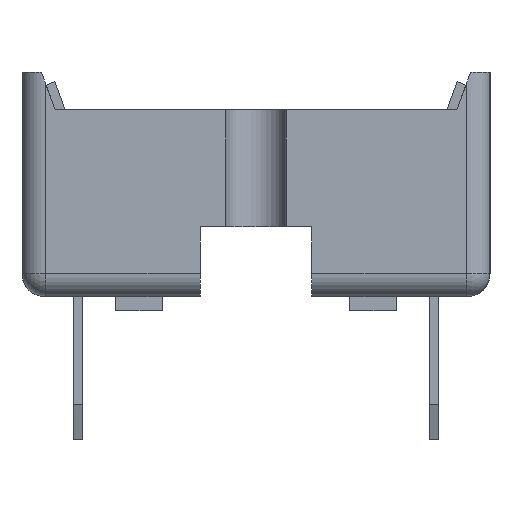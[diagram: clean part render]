
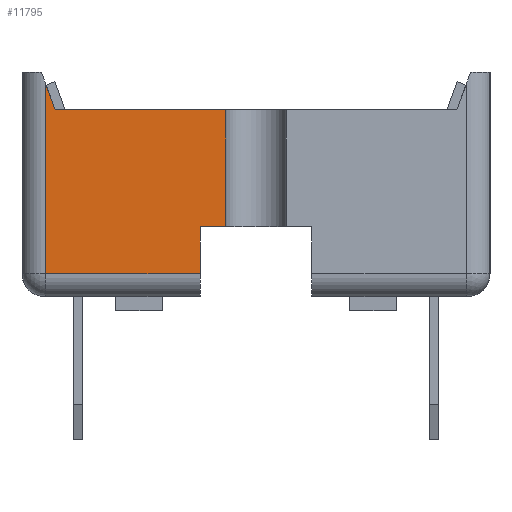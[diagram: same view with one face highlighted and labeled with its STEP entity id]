
A CAD part, left-side view. The second image highlights one B-rep face of the part: STEP entity #11795.
In plain terms, the highlighted planar face has unit normal (-1, 0, 0).
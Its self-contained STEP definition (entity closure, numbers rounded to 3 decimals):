
#11795=ADVANCED_FACE('',(#24279),#24281,.T.);
#24279=FACE_BOUND('',#24280,.T.);
#24280=EDGE_LOOP('',(#32496,#32497,#32498,#32499,#32500,#32501,#32502));
#24281=PLANE('',#24282);
#24282=AXIS2_PLACEMENT_3D('',#24283,#24284,#24285);
#24283=CARTESIAN_POINT('',(-1.37,0.,0.));
#24284=DIRECTION('',(-1.,0.,0.));
#24285=DIRECTION('',(0.,0.,-1.));
#32496=ORIENTED_EDGE('',*,*,#37192,.T.);
#32497=ORIENTED_EDGE('',*,*,#37193,.T.);
#32498=ORIENTED_EDGE('',*,*,#37194,.T.);
#32499=ORIENTED_EDGE('',*,*,#37186,.T.);
#32500=ORIENTED_EDGE('',*,*,#37195,.T.);
#32501=ORIENTED_EDGE('',*,*,#37196,.T.);
#32502=ORIENTED_EDGE('',*,*,#37197,.T.);
#37186=EDGE_CURVE('',#42378,#42379,#42380,.F.);
#37192=EDGE_CURVE('',#42390,#42391,#42392,.T.);
#37193=EDGE_CURVE('',#42391,#42393,#42394,.T.);
#37194=EDGE_CURVE('',#42393,#42378,#42395,.F.);
#37195=EDGE_CURVE('',#42379,#42396,#42397,.T.);
#37196=EDGE_CURVE('',#42396,#42398,#42399,.T.);
#37197=EDGE_CURVE('',#42398,#42390,#42400,.T.);
#42378=VERTEX_POINT('',#54126);
#42379=VERTEX_POINT('',#54127);
#42380=LINE('',#54128,#54129);
#42390=VERTEX_POINT('',#54151);
#42391=VERTEX_POINT('',#54152);
#42392=LINE('',#54153,#54154);
#42393=VERTEX_POINT('',#54156);
#42394=LINE('',#54157,#54158);
#42395=LINE('',#54160,#54161);
#42396=VERTEX_POINT('',#54163);
#42397=LINE('',#54164,#54165);
#42398=VERTEX_POINT('',#54167);
#42399=LINE('',#54168,#54169);
#42400=LINE('',#54171,#54172);
#54126=CARTESIAN_POINT('',(-1.37,5.,1.8));
#54127=CARTESIAN_POINT('',(-1.37,4.46,1.8));
#54128=CARTESIAN_POINT('',(-1.37,4.46,1.8));
#54129=VECTOR('',#54130,1.);
#54130=DIRECTION('',(0.,1.,0.));
#54151=CARTESIAN_POINT('',(-1.37,8.31,4.865));
#54152=CARTESIAN_POINT('',(-1.37,8.31,0.8));
#54153=CARTESIAN_POINT('',(-1.37,8.31,4.865));
#54154=VECTOR('',#54155,1.);
#54155=DIRECTION('',(0.,0.,-1.));
#54156=CARTESIAN_POINT('',(-1.37,5.,0.8));
#54157=CARTESIAN_POINT('',(-1.37,8.31,0.8));
#54158=VECTOR('',#54159,1.);
#54159=DIRECTION('',(0.,-1.,0.));
#54160=CARTESIAN_POINT('',(-1.37,5.,1.8));
#54161=VECTOR('',#54162,1.);
#54162=DIRECTION('',(0.,0.,-1.));
#54163=CARTESIAN_POINT('',(-1.37,4.46,4.3));
#54164=CARTESIAN_POINT('',(-1.37,4.46,1.8));
#54165=VECTOR('',#54166,1.);
#54166=DIRECTION('',(0.,0.,1.));
#54167=CARTESIAN_POINT('',(-1.37,8.104,4.3));
#54168=CARTESIAN_POINT('',(-1.37,4.46,4.3));
#54169=VECTOR('',#54170,1.);
#54170=DIRECTION('',(0.,1.,0.));
#54171=CARTESIAN_POINT('',(-1.37,8.104,4.3));
#54172=VECTOR('',#54173,1.);
#54173=DIRECTION('',(0.,0.342,0.94));
